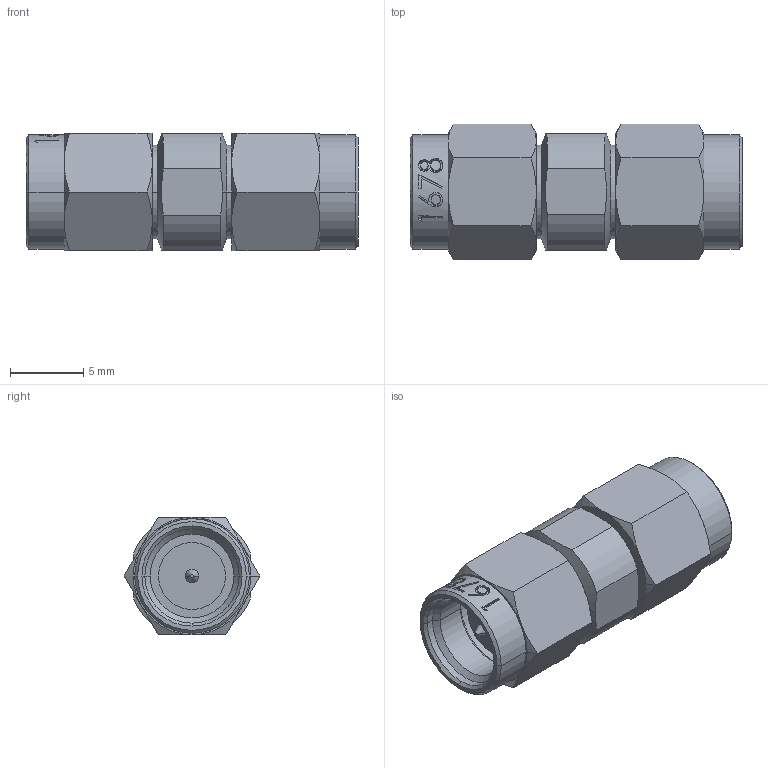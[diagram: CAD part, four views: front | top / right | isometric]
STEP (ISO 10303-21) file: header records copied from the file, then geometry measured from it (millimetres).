
FILE_DESCRIPTION (( 'STEP AP214' ), '1' );
FILE_NAME ('FMAD1678_3D.step', '2023-03-13T20:47:11', ( '' ), ( '' ), 'SwSTEP 2.0', 'SolidWorks 2022', '' );
FILE_SCHEMA (( 'AUTOMOTIVE_DESIGN' ));
Length unit declared in the file: millimetre
Products named in the file (1): FMAD1678_3D
Bounding box: 22.6 x 9.24 x 8 mm (x, y, z)
Volume: 945.4 mm3; surface area: 1039.9 mm2
Topology: 1 solids, 1 shells, 166 faces, 379 edges, 232 vertices
Faces by surface type: cone 56, bspline 41, cylinder 39, plane 28, torus 2
Entity records: 7655 total; most frequent: CARTESIAN_POINT 4285, ORIENTED_EDGE 758, DIRECTION 564, EDGE_CURVE 379, AXIS2_PLACEMENT_3D 242, VERTEX_POINT 232, EDGE_LOOP 183, B_SPLINE_CURVE_WITH_KNOTS 183
